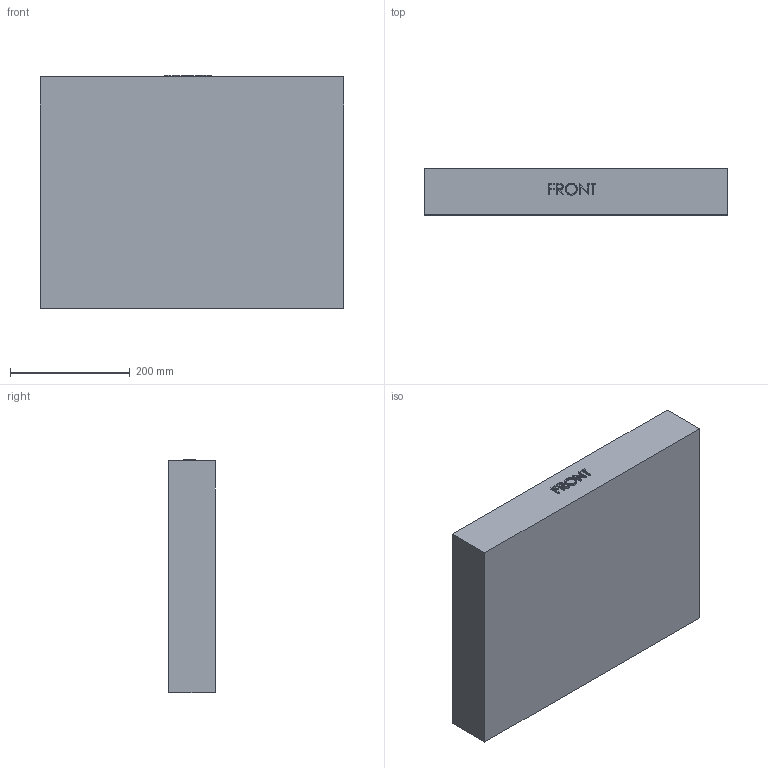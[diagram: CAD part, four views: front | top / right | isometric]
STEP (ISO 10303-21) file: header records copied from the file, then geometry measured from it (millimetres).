
FILE_DESCRIPTION (( 'STEP AP203' ), '1' );
FILE_NAME ('1495-931B-CLR.STEP', '2007-03-21T15:41:40', ( ' ' ), ( ' ' ), 'SwSTEP 2.0', 'SolidWorks 2006233', '' );
FILE_SCHEMA (( 'CONFIG_CONTROL_DESIGN' ));
Length unit declared in the file: inch
Products named in the file (1): 1495-931B-CLR
Bounding box: 508 x 76.96 x 389.89 mm (x, y, z)
Volume: 3689587.1 mm3; surface area: 631860.3 mm2
Topology: 1 solids, 1 shells, 115 faces, 289 edges, 186 vertices
Faces by surface type: plane 53, bspline 52, cylinder 6, sphere 4
Entity records: 7945 total; most frequent: CARTESIAN_POINT 5501, ORIENTED_EDGE 578, DIRECTION 322, EDGE_CURVE 289, VERTEX_POINT 186, VECTOR 152, LINE 152, EDGE_LOOP 125
